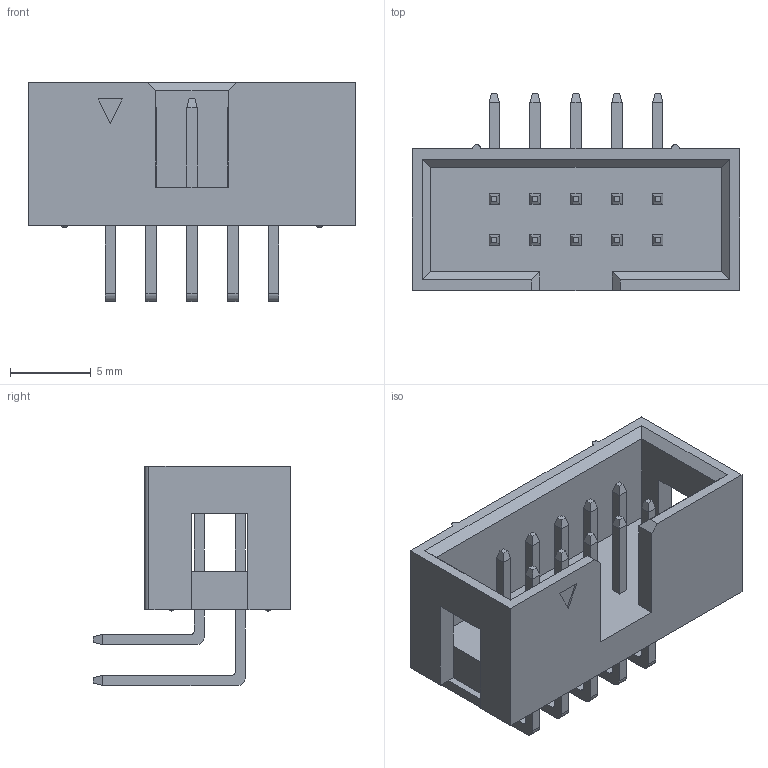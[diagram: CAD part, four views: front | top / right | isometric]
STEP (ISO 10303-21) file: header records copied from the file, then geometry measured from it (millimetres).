
FILE_DESCRIPTION (( 'STEP AP214' ), '1' );
FILE_NAME ('FBH25402-D10B1001K6K-REF.STEP', '2025-06-24T05:45:37', ( '' ), ( '' ), 'SwSTEP 2.0', 'SolidWorks 2021', '' );
FILE_SCHEMA (( 'AUTOMOTIVE_DESIGN' ));
Length unit declared in the file: millimetre
Products named in the file (1): FBH25402-D10B1001K6K-REF
Bounding box: 20.35 x 12.25 x 13.6 mm (x, y, z)
Volume: 810.3 mm3; surface area: 1528.9 mm2
Topology: 1 solids, 1 shells, 269 faces, 648 edges, 402 vertices
Faces by surface type: plane 239, cylinder 22, torus 8
Entity records: 7652 total; most frequent: CARTESIAN_POINT 1320, ORIENTED_EDGE 1296, DIRECTION 1256, EDGE_CURVE 648, VECTOR 580, LINE 580, VERTEX_POINT 402, AXIS2_PLACEMENT_3D 338
